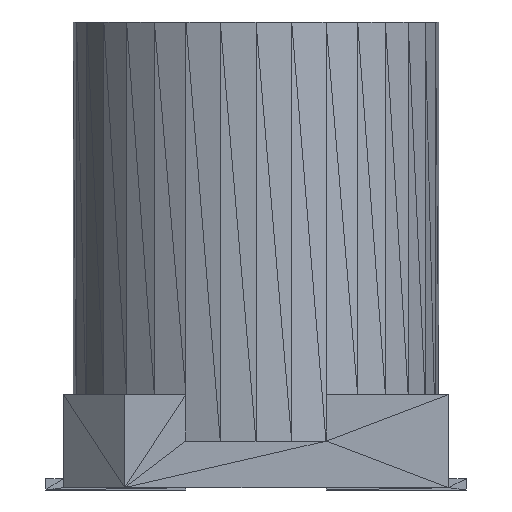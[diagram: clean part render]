
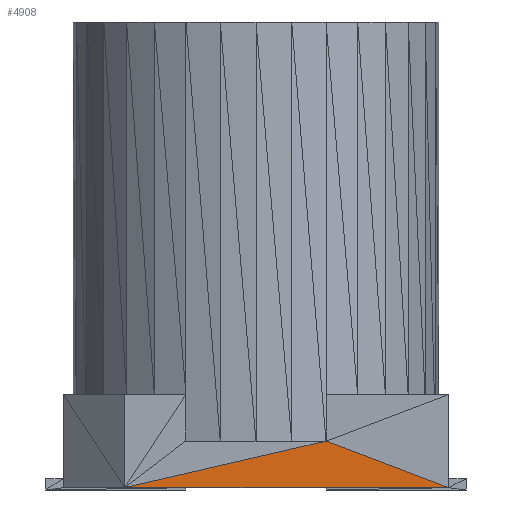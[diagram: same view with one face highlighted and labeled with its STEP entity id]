
A CAD part, front view. The second image highlights one B-rep face of the part: STEP entity #4908.
In plain terms, the highlighted planar face has unit normal (0, -1, 0).
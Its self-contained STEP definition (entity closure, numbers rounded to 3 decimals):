
#4908=ADVANCED_FACE('',(#4909),#4935,.F.);
#4909=FACE_OUTER_BOUND('',#4910,.T.);
#4910=EDGE_LOOP('',(#4911,#4913,#4915));
#4911=ORIENTED_EDGE('',*,*,#4912,.T.);
#4912=EDGE_CURVE('',#4917,#4919,#4921,.T.);
#4913=ORIENTED_EDGE('',*,*,#4914,.T.);
#4914=EDGE_CURVE('',#4919,#4925,#4927,.T.);
#4915=ORIENTED_EDGE('',*,*,#4916,.T.);
#4916=EDGE_CURVE('',#4925,#4917,#4931,.T.);
#4917=VERTEX_POINT('',#4918);
#4918=CARTESIAN_POINT('',(-2.901,-4.254,0.051));
#4919=VERTEX_POINT('',#4920);
#4920=CARTESIAN_POINT('',(1.547,-4.254,1.08));
#4921=LINE('',#4922,#4923);
#4922=CARTESIAN_POINT('',(-2.901,-4.254,0.051));
#4923=VECTOR('',#4924,1.0);
#4924=DIRECTION('',(-0.974,0.0,-0.225));
#4925=VERTEX_POINT('',#4926);
#4926=CARTESIAN_POINT('',(4.254,-4.254,0.051));
#4927=LINE('',#4928,#4929);
#4928=CARTESIAN_POINT('',(1.547,-4.254,1.08));
#4929=VECTOR('',#4930,1.0);
#4930=DIRECTION('',(-0.935,0.0,0.355));
#4931=LINE('',#4932,#4933);
#4932=CARTESIAN_POINT('',(4.254,-4.254,0.051));
#4933=VECTOR('',#4934,1.0);
#4934=DIRECTION('',(1.0,0.0,0.0));
#4935=PLANE('',#4936);
#4936=AXIS2_PLACEMENT_3D('',#4937,#4938,#4939);
#4937=CARTESIAN_POINT('',(1.547,-4.254,1.08));
#4938=DIRECTION('',(0.0,1.0,0.0));
#4939=DIRECTION('',(-1.0,0.0,0.0));
